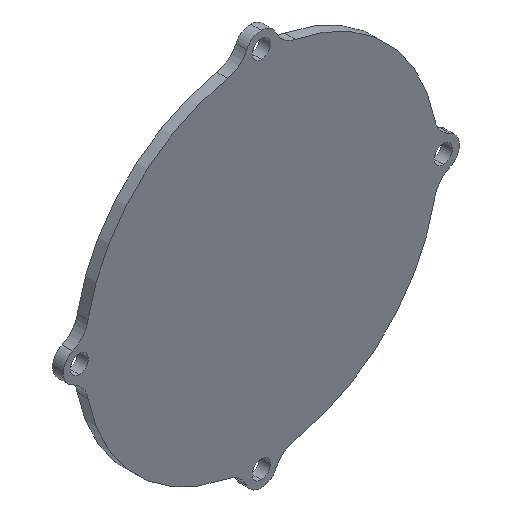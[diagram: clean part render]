
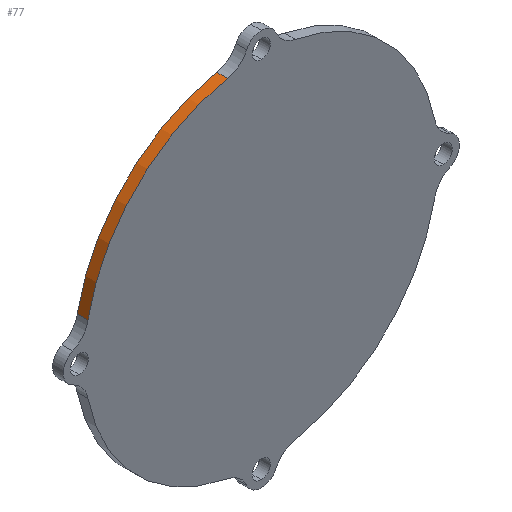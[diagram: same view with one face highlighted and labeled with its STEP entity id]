
A CAD part, isometric view. The second image highlights one B-rep face of the part: STEP entity #77.
In plain terms, the highlighted cylindrical face has radius 33 mm (diameter 66 mm), a partial arc.
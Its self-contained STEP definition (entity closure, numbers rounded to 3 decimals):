
#23 = VERTEX_POINT ( 'NONE', #108 ) ;
#77 = ADVANCED_FACE ( 'NONE', ( #106 ), #918, .T. ) ;
#81 = VERTEX_POINT ( 'NONE', #425 ) ;
#93 = DIRECTION ( 'NONE',  ( 0., 0., 1. ) ) ;
#106 = FACE_OUTER_BOUND ( 'NONE', #638, .T. ) ;
#108 = CARTESIAN_POINT ( 'NONE',  ( -32.387, 0., 6.331 ) ) ;
#117 = AXIS2_PLACEMENT_3D ( 'NONE', #880, #527, #93 ) ;
#128 = CIRCLE ( 'NONE', #668, 33. ) ;
#131 = VECTOR ( 'NONE', #747, 1000. ) ;
#141 = EDGE_CURVE ( 'NONE', #23, #195, #128, .T. ) ;
#195 = VERTEX_POINT ( 'NONE', #720 ) ;
#255 = DIRECTION ( 'NONE',  ( 0., -1., 0. ) ) ;
#264 = AXIS2_PLACEMENT_3D ( 'NONE', #396, #255, #578 ) ;
#284 = ORIENTED_EDGE ( 'NONE', *, *, #619, .T. ) ;
#305 = EDGE_CURVE ( 'NONE', #81, #785, #692, .T. ) ;
#387 = CARTESIAN_POINT ( 'NONE',  ( -32.387, 2., 6.331 ) ) ;
#396 = CARTESIAN_POINT ( 'NONE',  ( 0., 2., 0. ) ) ;
#425 = CARTESIAN_POINT ( 'NONE',  ( -32.387, 2., 6.331 ) ) ;
#435 = ORIENTED_EDGE ( 'NONE', *, *, #305, .F. ) ;
#525 = LINE ( 'NONE', #387, #131 ) ;
#527 = DIRECTION ( 'NONE',  ( 0., 1., 0. ) ) ;
#543 = VECTOR ( 'NONE', #655, 1000. ) ;
#562 = DIRECTION ( 'NONE',  ( 0., 0., 1. ) ) ;
#578 = DIRECTION ( 'NONE',  ( 0., 0., -1. ) ) ;
#619 = EDGE_CURVE ( 'NONE', #195, #785, #921, .T. ) ;
#638 = EDGE_LOOP ( 'NONE', ( #435, #803, #924, #284 ) ) ;
#639 = DIRECTION ( 'NONE',  ( 0., 1., 0. ) ) ;
#655 = DIRECTION ( 'NONE',  ( 0., 1., 0. ) ) ;
#668 = AXIS2_PLACEMENT_3D ( 'NONE', #932, #639, #562 ) ;
#692 = CIRCLE ( 'NONE', #117, 33. ) ;
#702 = CARTESIAN_POINT ( 'NONE',  ( -6.331, 2., 32.387 ) ) ;
#720 = CARTESIAN_POINT ( 'NONE',  ( -6.331, 0., 32.387 ) ) ;
#747 = DIRECTION ( 'NONE',  ( 0., -1., 0. ) ) ;
#785 = VERTEX_POINT ( 'NONE', #885 ) ;
#798 = EDGE_CURVE ( 'NONE', #81, #23, #525, .T. ) ;
#803 = ORIENTED_EDGE ( 'NONE', *, *, #798, .T. ) ;
#880 = CARTESIAN_POINT ( 'NONE',  ( 0., 2., 0. ) ) ;
#885 = CARTESIAN_POINT ( 'NONE',  ( -6.331, 2., 32.387 ) ) ;
#918 = CYLINDRICAL_SURFACE ( 'NONE', #264, 33. ) ;
#921 = LINE ( 'NONE', #702, #543 ) ;
#924 = ORIENTED_EDGE ( 'NONE', *, *, #141, .T. ) ;
#932 = CARTESIAN_POINT ( 'NONE',  ( 0., 0., 0. ) ) ;
